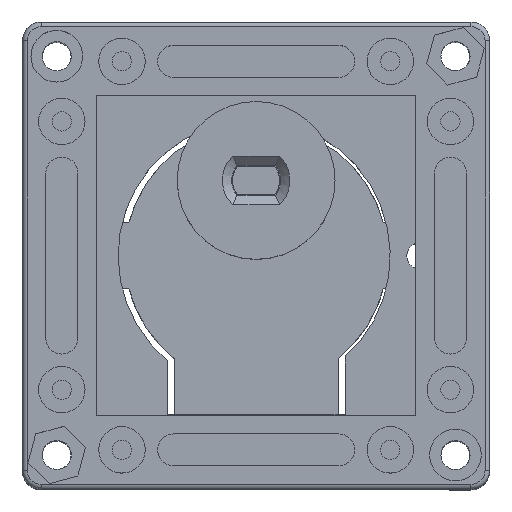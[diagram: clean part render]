
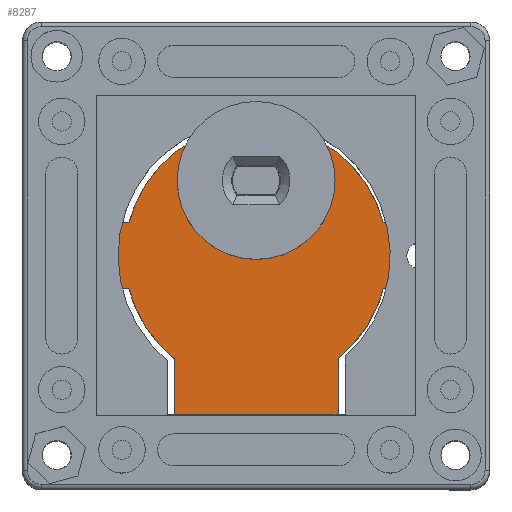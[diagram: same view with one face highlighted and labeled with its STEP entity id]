
A CAD part, top view. The second image highlights one B-rep face of the part: STEP entity #8287.
In plain terms, the highlighted face is planar.
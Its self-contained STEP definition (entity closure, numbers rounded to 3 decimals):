
#409=FACE_BOUND('',#1526,.T.);
#410=FACE_BOUND('',#1527,.T.);
#411=FACE_BOUND('',#1528,.T.);
#564=CIRCLE('',#8993,3.5);
#565=CIRCLE('',#8994,14.);
#566=CIRCLE('',#8995,14.);
#567=CIRCLE('',#8996,3.5);
#568=CIRCLE('',#8997,14.);
#569=CIRCLE('',#8998,2.1);
#570=CIRCLE('',#8999,2.1);
#571=CIRCLE('',#9000,4.55);
#1049=FACE_OUTER_BOUND('',#1525,.T.);
#1525=EDGE_LOOP('',(#6316,#6317,#6318,#6319,#6320,#6321,#6322,#6323,#6324,
#6325,#6326,#6327));
#1526=EDGE_LOOP('',(#6328));
#1527=EDGE_LOOP('',(#6329));
#1528=EDGE_LOOP('',(#6330));
#2084=LINE('',#13091,#2874);
#2085=LINE('',#13095,#2875);
#2086=LINE('',#13099,#2876);
#2087=LINE('',#13101,#2877);
#2088=LINE('',#13103,#2878);
#2089=LINE('',#13107,#2879);
#2090=LINE('',#13111,#2880);
#2874=VECTOR('',#10488,3.945);
#2875=VECTOR('',#10491,3.945);
#2876=VECTOR('',#10494,7.571);
#2877=VECTOR('',#10495,17.5);
#2878=VECTOR('',#10496,7.571);
#2879=VECTOR('',#10499,3.945);
#2880=VECTOR('',#10502,3.945);
#3678=VERTEX_POINT('',#13089);
#3679=VERTEX_POINT('',#13090);
#3680=VERTEX_POINT('',#13092);
#3681=VERTEX_POINT('',#13094);
#3682=VERTEX_POINT('',#13096);
#3683=VERTEX_POINT('',#13098);
#3684=VERTEX_POINT('',#13100);
#3685=VERTEX_POINT('',#13102);
#3686=VERTEX_POINT('',#13104);
#3687=VERTEX_POINT('',#13106);
#3688=VERTEX_POINT('',#13108);
#3689=VERTEX_POINT('',#13110);
#3690=VERTEX_POINT('',#13113);
#3691=VERTEX_POINT('',#13115);
#3692=VERTEX_POINT('',#13117);
#4688=EDGE_CURVE('',#3678,#3679,#2084,.T.);
#4689=EDGE_CURVE('',#3679,#3680,#564,.T.);
#4690=EDGE_CURVE('',#3680,#3681,#2085,.T.);
#4691=EDGE_CURVE('',#3681,#3682,#565,.T.);
#4692=EDGE_CURVE('',#3682,#3683,#2086,.T.);
#4693=EDGE_CURVE('',#3683,#3684,#2087,.T.);
#4694=EDGE_CURVE('',#3684,#3685,#2088,.T.);
#4695=EDGE_CURVE('',#3685,#3686,#566,.T.);
#4696=EDGE_CURVE('',#3686,#3687,#2089,.T.);
#4697=EDGE_CURVE('',#3687,#3688,#567,.T.);
#4698=EDGE_CURVE('',#3688,#3689,#2090,.T.);
#4699=EDGE_CURVE('',#3689,#3678,#568,.T.);
#4700=EDGE_CURVE('',#3690,#3690,#569,.T.);
#4701=EDGE_CURVE('',#3691,#3691,#570,.T.);
#4702=EDGE_CURVE('',#3692,#3692,#571,.T.);
#6316=ORIENTED_EDGE('',*,*,#4688,.T.);
#6317=ORIENTED_EDGE('',*,*,#4689,.T.);
#6318=ORIENTED_EDGE('',*,*,#4690,.T.);
#6319=ORIENTED_EDGE('',*,*,#4691,.T.);
#6320=ORIENTED_EDGE('',*,*,#4692,.T.);
#6321=ORIENTED_EDGE('',*,*,#4693,.T.);
#6322=ORIENTED_EDGE('',*,*,#4694,.T.);
#6323=ORIENTED_EDGE('',*,*,#4695,.T.);
#6324=ORIENTED_EDGE('',*,*,#4696,.T.);
#6325=ORIENTED_EDGE('',*,*,#4697,.T.);
#6326=ORIENTED_EDGE('',*,*,#4698,.T.);
#6327=ORIENTED_EDGE('',*,*,#4699,.T.);
#6328=ORIENTED_EDGE('',*,*,#4700,.T.);
#6329=ORIENTED_EDGE('',*,*,#4701,.T.);
#6330=ORIENTED_EDGE('',*,*,#4702,.T.);
#7999=PLANE('',#8992);
#8287=ADVANCED_FACE('',(#1049,#409,#410,#411),#7999,.T.);
#8992=AXIS2_PLACEMENT_3D('',#13088,#10486,#10487);
#8993=AXIS2_PLACEMENT_3D('',#13093,#10489,#10490);
#8994=AXIS2_PLACEMENT_3D('',#13097,#10492,#10493);
#8995=AXIS2_PLACEMENT_3D('',#13105,#10497,#10498);
#8996=AXIS2_PLACEMENT_3D('',#13109,#10500,#10501);
#8997=AXIS2_PLACEMENT_3D('',#13112,#10503,#10504);
#8998=AXIS2_PLACEMENT_3D('',#13114,#10505,#10506);
#8999=AXIS2_PLACEMENT_3D('',#13116,#10507,#10508);
#9000=AXIS2_PLACEMENT_3D('',#13118,#10509,#10510);
#10486=DIRECTION('center_axis',(0.,0.,1.));
#10487=DIRECTION('ref_axis',(1.,0.,0.));
#10488=DIRECTION('',(1.,0.,0.));
#10489=DIRECTION('center_axis',(0.,0.,1.));
#10490=DIRECTION('ref_axis',(1.,0.,0.));
#10491=DIRECTION('',(-1.,0.,0.));
#10492=DIRECTION('center_axis',(0.,0.,1.));
#10493=DIRECTION('ref_axis',(1.,0.,0.));
#10494=DIRECTION('',(0.,1.,0.));
#10495=DIRECTION('',(-1.,0.,0.));
#10496=DIRECTION('',(0.,-1.,0.));
#10497=DIRECTION('center_axis',(0.,0.,1.));
#10498=DIRECTION('ref_axis',(1.,0.,0.));
#10499=DIRECTION('',(-1.,0.,0.));
#10500=DIRECTION('center_axis',(0.,0.,1.));
#10501=DIRECTION('ref_axis',(1.,0.,0.));
#10502=DIRECTION('',(1.,0.,0.));
#10503=DIRECTION('center_axis',(0.,0.,1.));
#10504=DIRECTION('ref_axis',(1.,0.,0.));
#10505=DIRECTION('center_axis',(0.,0.,-1.));
#10506=DIRECTION('ref_axis',(1.,0.,0.));
#10507=DIRECTION('center_axis',(0.,0.,-1.));
#10508=DIRECTION('ref_axis',(1.,0.,0.));
#10509=DIRECTION('center_axis',(0.,0.,-1.));
#10510=DIRECTION('ref_axis',(-1.,0.,0.));
#13088=CARTESIAN_POINT('Origin',(0.,-14.195,0.));
#13089=CARTESIAN_POINT('',(13.555,-3.5,0.));
#13090=CARTESIAN_POINT('',(17.5,-3.5,0.));
#13091=CARTESIAN_POINT('',(13.555,-3.5,0.));
#13092=CARTESIAN_POINT('',(17.5,3.5,0.));
#13093=CARTESIAN_POINT('Origin',(17.5,0.,0.));
#13094=CARTESIAN_POINT('',(13.555,3.5,0.));
#13095=CARTESIAN_POINT('',(17.5,3.5,0.));
#13096=CARTESIAN_POINT('',(8.75,10.929,0.));
#13097=CARTESIAN_POINT('Origin',(0.,0.,0.));
#13098=CARTESIAN_POINT('',(8.75,18.5,0.));
#13099=CARTESIAN_POINT('',(8.75,10.929,0.));
#13100=CARTESIAN_POINT('',(-8.75,18.5,0.));
#13101=CARTESIAN_POINT('',(8.75,18.5,0.));
#13102=CARTESIAN_POINT('',(-8.75,10.929,0.));
#13103=CARTESIAN_POINT('',(-8.75,18.5,0.));
#13104=CARTESIAN_POINT('',(-13.555,3.5,0.));
#13105=CARTESIAN_POINT('Origin',(0.,0.,0.));
#13106=CARTESIAN_POINT('',(-17.5,3.5,0.));
#13107=CARTESIAN_POINT('',(-13.555,3.5,0.));
#13108=CARTESIAN_POINT('',(-17.5,-3.5,0.));
#13109=CARTESIAN_POINT('Origin',(-17.5,0.,0.));
#13110=CARTESIAN_POINT('',(-13.555,-3.5,0.));
#13111=CARTESIAN_POINT('',(-17.5,-3.5,0.));
#13112=CARTESIAN_POINT('Origin',(0.,0.,0.));
#13113=CARTESIAN_POINT('',(-19.6,0.,0.));
#13114=CARTESIAN_POINT('Origin',(-17.5,0.,0.));
#13115=CARTESIAN_POINT('',(15.4,0.,0.));
#13116=CARTESIAN_POINT('Origin',(17.5,0.,0.));
#13117=CARTESIAN_POINT('',(4.55,-8.,0.));
#13118=CARTESIAN_POINT('Origin',(0.,-8.,0.));
